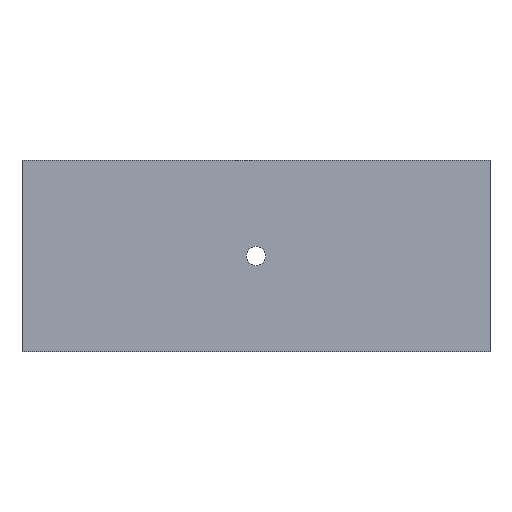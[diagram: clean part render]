
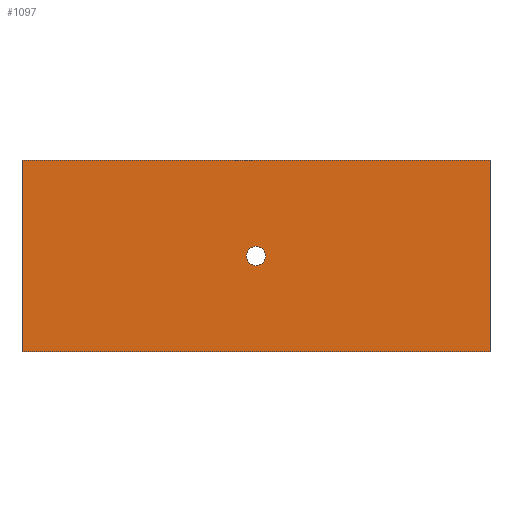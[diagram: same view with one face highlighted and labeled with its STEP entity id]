
A CAD part, front view. The second image highlights one B-rep face of the part: STEP entity #1097.
In plain terms, the highlighted planar face has unit normal (0, -1, 0).
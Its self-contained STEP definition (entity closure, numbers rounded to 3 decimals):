
#24 = DIRECTION ( 'NONE',  ( -1., 0., 0. ) ) ;
#49 = CARTESIAN_POINT ( 'NONE',  ( 0., 0., -450. ) ) ;
#60 = AXIS2_PLACEMENT_3D ( 'NONE', #238, #347, #444 ) ;
#107 = CARTESIAN_POINT ( 'NONE',  ( 0., 0., -450. ) ) ;
#128 = VECTOR ( 'NONE', #1078, 1000. ) ;
#139 = AXIS2_PLACEMENT_3D ( 'NONE', #519, #1040, #426 ) ;
#238 = CARTESIAN_POINT ( 'NONE',  ( 550., 0., -225. ) ) ;
#245 = EDGE_CURVE ( 'NONE', #714, #1080, #729, .T. ) ;
#285 = CARTESIAN_POINT ( 'NONE',  ( 0., 0., 0. ) ) ;
#289 = VERTEX_POINT ( 'NONE', #1140 ) ;
#301 = CARTESIAN_POINT ( 'NONE',  ( 1100., 0., 0. ) ) ;
#310 = EDGE_CURVE ( 'NONE', #534, #289, #623, .T. ) ;
#312 = CARTESIAN_POINT ( 'NONE',  ( 1100., 0., -450. ) ) ;
#322 = CARTESIAN_POINT ( 'NONE',  ( 0., 0., 0. ) ) ;
#331 = CARTESIAN_POINT ( 'NONE',  ( 550., 0., -202.5 ) ) ;
#347 = DIRECTION ( 'NONE',  ( 0., 1., 0. ) ) ;
#413 = EDGE_LOOP ( 'NONE', ( #1129, #873, #864, #906 ) ) ;
#414 = EDGE_CURVE ( 'NONE', #289, #797, #1064, .T. ) ;
#426 = DIRECTION ( 'NONE',  ( 0., 0., -1. ) ) ;
#444 = DIRECTION ( 'NONE',  ( 0., 0., -1. ) ) ;
#461 = LINE ( 'NONE', #301, #128 ) ;
#504 = VECTOR ( 'NONE', #1108, 1000. ) ;
#519 = CARTESIAN_POINT ( 'NONE',  ( 550., 0., -225. ) ) ;
#534 = VERTEX_POINT ( 'NONE', #312 ) ;
#553 = FACE_OUTER_BOUND ( 'NONE', #413, .T. ) ;
#564 = AXIS2_PLACEMENT_3D ( 'NONE', #49, #1027, #1120 ) ;
#575 = CARTESIAN_POINT ( 'NONE',  ( 0., 0., 0. ) ) ;
#617 = EDGE_CURVE ( 'NONE', #993, #534, #461, .T. ) ;
#623 = LINE ( 'NONE', #107, #972 ) ;
#633 = ORIENTED_EDGE ( 'NONE', *, *, #789, .T. ) ;
#686 = DIRECTION ( 'NONE',  ( 1., 0., 0. ) ) ;
#714 = VERTEX_POINT ( 'NONE', #331 ) ;
#722 = EDGE_CURVE ( 'NONE', #797, #993, #1059, .T. ) ;
#729 = CIRCLE ( 'NONE', #139, 22.5 ) ;
#754 = PLANE ( 'NONE',  #564 ) ;
#789 = EDGE_CURVE ( 'NONE', #1080, #714, #868, .T. ) ;
#797 = VERTEX_POINT ( 'NONE', #285 ) ;
#864 = ORIENTED_EDGE ( 'NONE', *, *, #617, .F. ) ;
#868 = CIRCLE ( 'NONE', #60, 22.5 ) ;
#873 = ORIENTED_EDGE ( 'NONE', *, *, #310, .F. ) ;
#906 = ORIENTED_EDGE ( 'NONE', *, *, #722, .F. ) ;
#918 = FACE_BOUND ( 'NONE', #990, .T. ) ;
#972 = VECTOR ( 'NONE', #24, 1000. ) ;
#990 = EDGE_LOOP ( 'NONE', ( #1048, #633 ) ) ;
#993 = VERTEX_POINT ( 'NONE', #1091 ) ;
#1009 = VECTOR ( 'NONE', #686, 1000. ) ;
#1027 = DIRECTION ( 'NONE',  ( 0., -1., 0. ) ) ;
#1040 = DIRECTION ( 'NONE',  ( 0., 1., 0. ) ) ;
#1048 = ORIENTED_EDGE ( 'NONE', *, *, #245, .T. ) ;
#1059 = LINE ( 'NONE', #322, #1009 ) ;
#1064 = LINE ( 'NONE', #575, #504 ) ;
#1078 = DIRECTION ( 'NONE',  ( 0., 0., -1. ) ) ;
#1080 = VERTEX_POINT ( 'NONE', #1117 ) ;
#1091 = CARTESIAN_POINT ( 'NONE',  ( 1100., 0., 0. ) ) ;
#1097 = ADVANCED_FACE ( 'NONE', ( #918, #553 ), #754, .T. ) ;
#1108 = DIRECTION ( 'NONE',  ( 0., 0., 1. ) ) ;
#1117 = CARTESIAN_POINT ( 'NONE',  ( 550., 0., -247.5 ) ) ;
#1120 = DIRECTION ( 'NONE',  ( 0., 0., -1. ) ) ;
#1129 = ORIENTED_EDGE ( 'NONE', *, *, #414, .F. ) ;
#1140 = CARTESIAN_POINT ( 'NONE',  ( 0., 0., -450. ) ) ;
